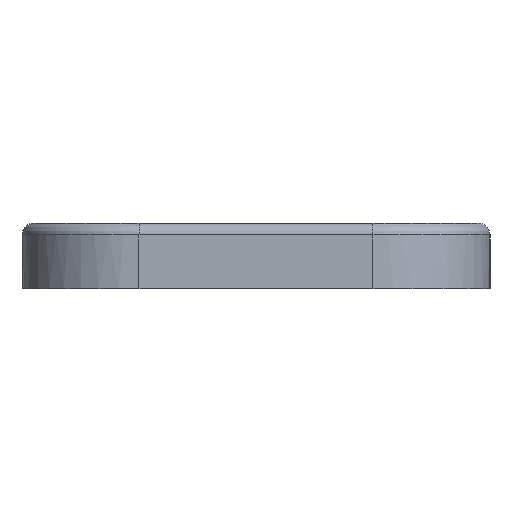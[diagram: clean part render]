
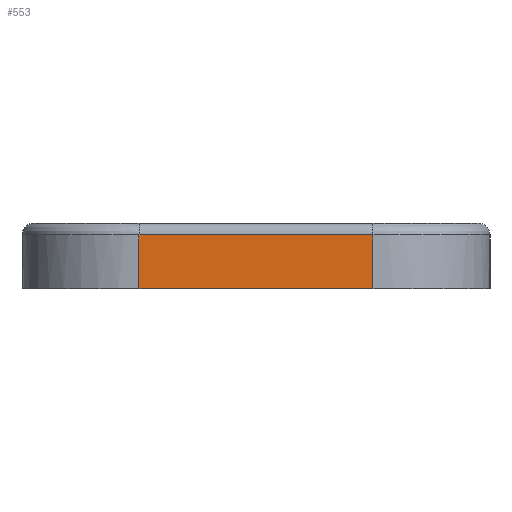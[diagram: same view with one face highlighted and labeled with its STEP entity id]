
A CAD part, left-side view. The second image highlights one B-rep face of the part: STEP entity #553.
In plain terms, the highlighted planar face has unit normal (-1, 0, 0).
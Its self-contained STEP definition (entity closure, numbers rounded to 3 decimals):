
#23 = LINE ( 'NONE', #52, #1842 ) ;
#52 = CARTESIAN_POINT ( 'NONE',  ( -7.5, 5.047, 0. ) ) ;
#94 = PLANE ( 'NONE',  #649 ) ;
#113 = LINE ( 'NONE', #595, #877 ) ;
#142 = DIRECTION ( 'NONE',  ( 0., 1., 0. ) ) ;
#179 = ORIENTED_EDGE ( 'NONE', *, *, #897, .T. ) ;
#262 = CARTESIAN_POINT ( 'NONE',  ( -7.5, 6.047, 0. ) ) ;
#378 = ORIENTED_EDGE ( 'NONE', *, *, #389, .T. ) ;
#389 = EDGE_CURVE ( 'NONE', #1752, #1000, #113, .T. ) ;
#523 = VECTOR ( 'NONE', #1410, 1000. ) ;
#553 = ADVANCED_FACE ( 'NONE', ( #1456 ), #94, .T. ) ;
#595 = CARTESIAN_POINT ( 'NONE',  ( -7.5, 8.047, 0. ) ) ;
#624 = CARTESIAN_POINT ( 'NONE',  ( -7.5, 6.047, 0.46 ) ) ;
#649 = AXIS2_PLACEMENT_3D ( 'NONE', #671, #1666, #827 ) ;
#671 = CARTESIAN_POINT ( 'NONE',  ( -7.5, 6.047, 0. ) ) ;
#684 = CARTESIAN_POINT ( 'NONE',  ( -7.5, 6.047, 0. ) ) ;
#788 = LINE ( 'NONE', #1849, #1540 ) ;
#827 = DIRECTION ( 'NONE',  ( 0., 0., 1. ) ) ;
#877 = VECTOR ( 'NONE', #1441, 1000. ) ;
#897 = EDGE_CURVE ( 'NONE', #1362, #1111, #1279, .T. ) ;
#1000 = VERTEX_POINT ( 'NONE', #1311 ) ;
#1111 = VERTEX_POINT ( 'NONE', #624 ) ;
#1121 = CARTESIAN_POINT ( 'NONE',  ( -7.5, 8.047, 0.46 ) ) ;
#1175 = EDGE_CURVE ( 'NONE', #1362, #1000, #23, .T. ) ;
#1218 = EDGE_LOOP ( 'NONE', ( #179, #1697, #378, #1225 ) ) ;
#1225 = ORIENTED_EDGE ( 'NONE', *, *, #1175, .F. ) ;
#1279 = LINE ( 'NONE', #262, #523 ) ;
#1311 = CARTESIAN_POINT ( 'NONE',  ( -7.5, 8.047, 0. ) ) ;
#1362 = VERTEX_POINT ( 'NONE', #684 ) ;
#1410 = DIRECTION ( 'NONE',  ( 0., 0., 1. ) ) ;
#1441 = DIRECTION ( 'NONE',  ( 0., 0., -1. ) ) ;
#1449 = EDGE_CURVE ( 'NONE', #1111, #1752, #788, .T. ) ;
#1456 = FACE_OUTER_BOUND ( 'NONE', #1218, .T. ) ;
#1540 = VECTOR ( 'NONE', #142, 1000. ) ;
#1600 = DIRECTION ( 'NONE',  ( 0., 1., 0. ) ) ;
#1666 = DIRECTION ( 'NONE',  ( -1., 0., 0. ) ) ;
#1697 = ORIENTED_EDGE ( 'NONE', *, *, #1449, .T. ) ;
#1752 = VERTEX_POINT ( 'NONE', #1121 ) ;
#1842 = VECTOR ( 'NONE', #1600, 1000. ) ;
#1849 = CARTESIAN_POINT ( 'NONE',  ( -7.5, 6.047, 0.46 ) ) ;
